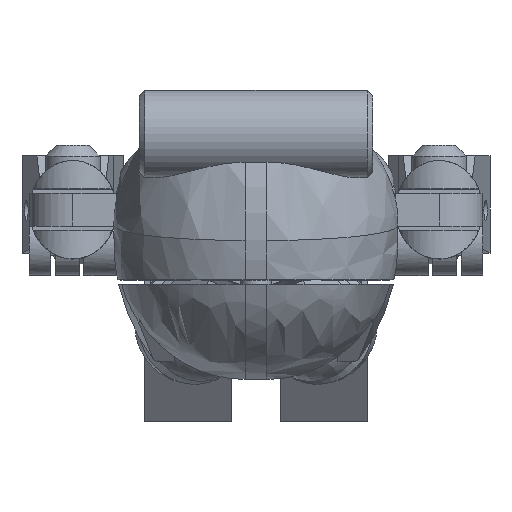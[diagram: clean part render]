
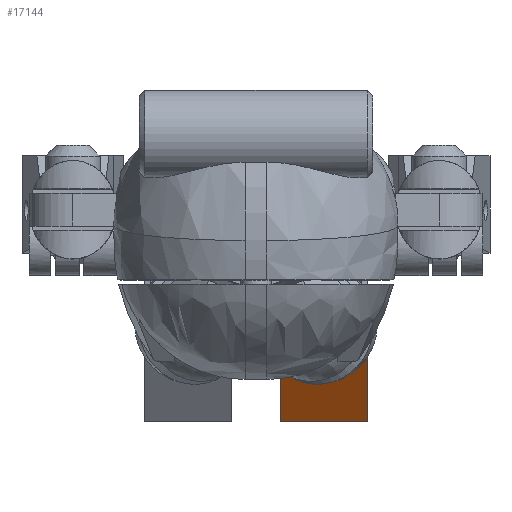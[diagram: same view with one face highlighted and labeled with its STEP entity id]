
A CAD part, top view. The second image highlights one B-rep face of the part: STEP entity #17144.
In plain terms, the highlighted planar face has unit normal (0, -0.605, 0.796).
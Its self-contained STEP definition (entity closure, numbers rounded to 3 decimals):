
#709=ELLIPSE('',#18483,6.613,4.);
#1506=PLANE('',#18482);
#2213=FACE_OUTER_BOUND('',#3277,.T.);
#3277=EDGE_LOOP('',(#13265,#13266,#13267,#13268,#13269,#13270));
#4515=LINE('',#29027,#5826);
#4536=LINE('',#29071,#5847);
#4541=LINE('',#29082,#5852);
#4542=LINE('',#29084,#5853);
#4543=LINE('',#29087,#5854);
#5826=VECTOR('',#21109,10.);
#5847=VECTOR('',#21148,10.);
#5852=VECTOR('',#21159,10.);
#5853=VECTOR('',#21160,10.);
#5854=VECTOR('',#21163,10.);
#7893=VERTEX_POINT('',#29024);
#7894=VERTEX_POINT('',#29026);
#7908=VERTEX_POINT('',#29070);
#7911=VERTEX_POINT('',#29081);
#7912=VERTEX_POINT('',#29083);
#7913=VERTEX_POINT('',#29085);
#9862=EDGE_CURVE('',#7893,#7894,#4515,.T.);
#9883=EDGE_CURVE('',#7908,#7894,#4536,.T.);
#9889=EDGE_CURVE('',#7893,#7911,#4541,.T.);
#9890=EDGE_CURVE('',#7912,#7911,#4542,.F.);
#9891=EDGE_CURVE('',#7912,#7913,#709,.T.);
#9892=EDGE_CURVE('',#7908,#7913,#4543,.F.);
#13265=ORIENTED_EDGE('',*,*,#9889,.T.);
#13266=ORIENTED_EDGE('',*,*,#9890,.F.);
#13267=ORIENTED_EDGE('',*,*,#9891,.T.);
#13268=ORIENTED_EDGE('',*,*,#9892,.F.);
#13269=ORIENTED_EDGE('',*,*,#9883,.T.);
#13270=ORIENTED_EDGE('',*,*,#9862,.F.);
#17144=ADVANCED_FACE('',(#2213),#1506,.T.);
#18482=AXIS2_PLACEMENT_3D('',#29080,#21157,#21158);
#18483=AXIS2_PLACEMENT_3D('',#29086,#21161,#21162);
#21109=DIRECTION('',(-1.,0.,0.));
#21148=DIRECTION('',(0.,-0.796,-0.605));
#21157=DIRECTION('center_axis',(0.,-0.605,0.796));
#21158=DIRECTION('ref_axis',(1.,0.,0.));
#21159=DIRECTION('',(0.,0.796,0.605));
#21160=DIRECTION('',(-0.972,0.189,0.143));
#21161=DIRECTION('center_axis',(0.,0.605,-0.796));
#21162=DIRECTION('ref_axis',(0.,-0.796,-0.605));
#21163=DIRECTION('',(-0.972,-0.189,-0.143));
#29024=CARTESIAN_POINT('',(11.247,-18.77,-69.395));
#29026=CARTESIAN_POINT('',(3.253,-18.77,-69.395));
#29027=CARTESIAN_POINT('',(9.248,-18.77,-69.395));
#29070=CARTESIAN_POINT('',(3.253,-9.082,-62.036));
#29071=CARTESIAN_POINT('',(3.253,-8.413,-61.528));
#29080=CARTESIAN_POINT('Origin',(7.25,-8.69,-61.739));
#29081=CARTESIAN_POINT('',(11.247,-9.082,-62.036));
#29082=CARTESIAN_POINT('',(11.247,-5.277,-59.146));
#29083=CARTESIAN_POINT('',(10.67,-8.97,-61.951));
#29084=CARTESIAN_POINT('',(8.058,-8.463,-61.566));
#29085=CARTESIAN_POINT('',(3.83,-8.97,-61.951));
#29086=CARTESIAN_POINT('Origin',(7.25,-6.238,-59.876));
#29087=CARTESIAN_POINT('',(6.442,-8.463,-61.566));
